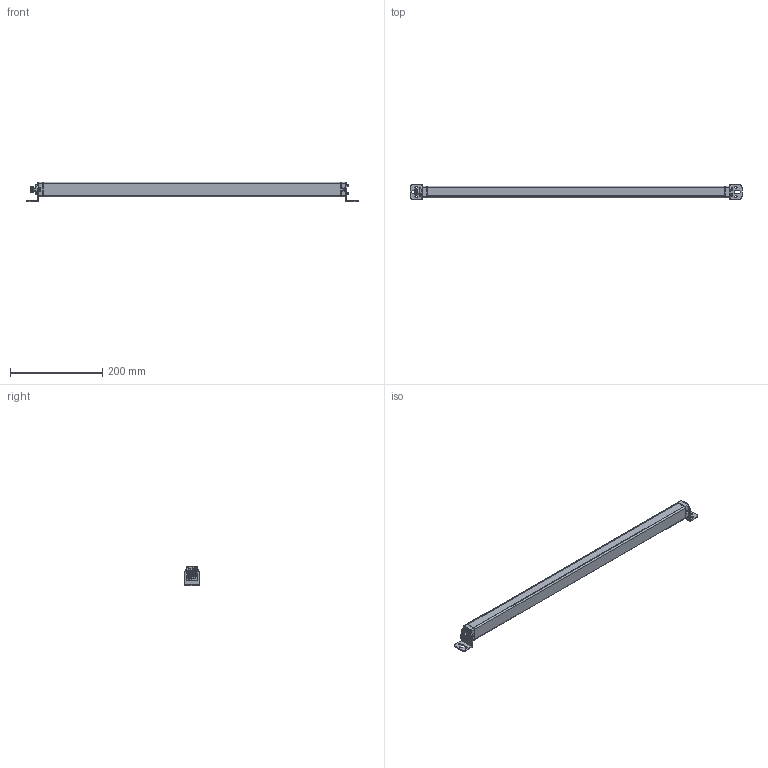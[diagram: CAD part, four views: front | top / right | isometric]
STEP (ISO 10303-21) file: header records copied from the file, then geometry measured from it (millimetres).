
FILE_DESCRIPTION((''),'2;1');
FILE_NAME('243403_SM01_ASM','2024-07-19T10:15:18',('banengservice'),('BANNER ENGINEERING'),'CREO PARAMETRIC BY PTC INC, 2022414','CREO PARAMETRIC BY PTC INC, 2022414','');
FILE_SCHEMA(('CONFIG_CONTROL_DESIGN'));
Length unit declared in the file: millimetre
Products named in the file (2): 243403_EP01; 243403_SM01_ASM
Assembly tree (1 placements, depth 2):
  243403_SM01_ASM
    243403_EP01
Bounding box: 719.3 x 31.75 x 42.57 mm (x, y, z)
Volume: 530978.2 mm3; surface area: 87650.5 mm2
Topology: 9 solids, 9 shells, 912 faces, 2338 edges, 1418 vertices
Faces by surface type: cylinder 381, plane 295, cone 88, torus 65, sphere 56, bspline 27
Entity records: 38190 total; most frequent: CARTESIAN_POINT 15848, DIRECTION 4911, ORIENTED_EDGE 4576, EDGE_CURVE 2288, AXIS2_PLACEMENT_3D 1929, VERTEX_POINT 1418, VECTOR 1053, LINE 1053
